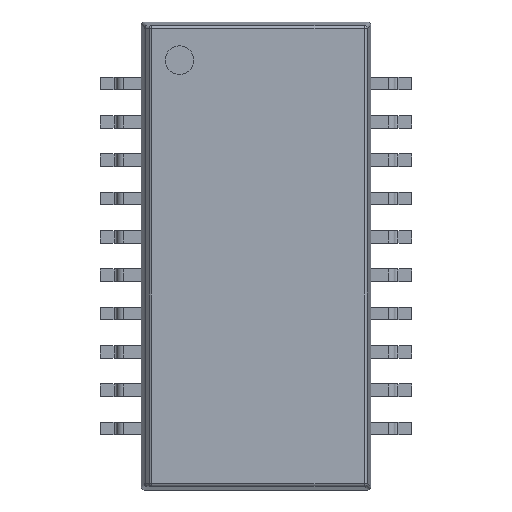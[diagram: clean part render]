
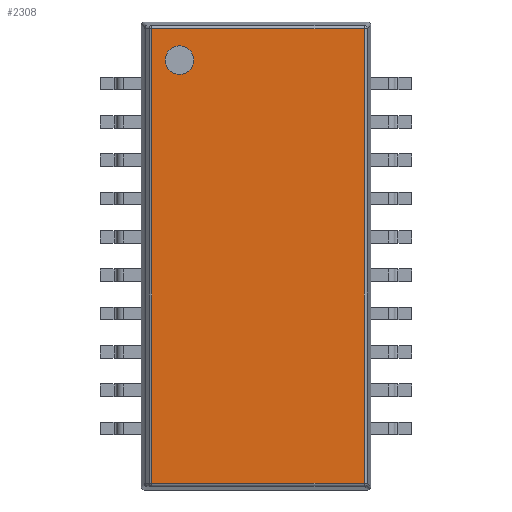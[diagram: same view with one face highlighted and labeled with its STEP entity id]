
A CAD part, top view. The second image highlights one B-rep face of the part: STEP entity #2308.
In plain terms, the highlighted planar face has unit normal (0, 0, 1).
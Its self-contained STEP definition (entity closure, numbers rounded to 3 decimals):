
#2103 = VERTEX_POINT('',#2104);
#2104 = CARTESIAN_POINT('',(0.341,0.219,2.65));
#2111 = EDGE_CURVE('',#2103,#2112,#2114,.T.);
#2112 = VERTEX_POINT('',#2113);
#2113 = CARTESIAN_POINT('',(7.381,0.219,2.65));
#2114 = LINE('',#2115,#2116);
#2115 = CARTESIAN_POINT('',(0.3,0.219,2.65));
#2116 = VECTOR('',#2117,1.);
#2117 = DIRECTION('',(1.,0.,0.));
#2185 = VERTEX_POINT('',#2186);
#2186 = CARTESIAN_POINT('',(0.341,15.281,2.65));
#2193 = EDGE_CURVE('',#2185,#2194,#2196,.T.);
#2194 = VERTEX_POINT('',#2195);
#2195 = CARTESIAN_POINT('',(7.381,15.281,2.65));
#2196 = LINE('',#2197,#2198);
#2197 = CARTESIAN_POINT('',(0.3,15.281,2.65));
#2198 = VECTOR('',#2199,1.);
#2199 = DIRECTION('',(1.,0.,0.));
#2224 = EDGE_CURVE('',#2112,#2194,#2225,.T.);
#2225 = LINE('',#2226,#2227);
#2226 = CARTESIAN_POINT('',(7.381,0.129,2.65));
#2227 = VECTOR('',#2228,1.);
#2228 = DIRECTION('',(0.,1.,0.));
#2308 = ADVANCED_FACE('',(#2309,#2320),#2331,.T.);
#2309 = FACE_BOUND('',#2310,.T.);
#2310 = EDGE_LOOP('',(#2311,#2312,#2318,#2319));
#2311 = ORIENTED_EDGE('',*,*,#2193,.F.);
#2312 = ORIENTED_EDGE('',*,*,#2313,.F.);
#2313 = EDGE_CURVE('',#2103,#2185,#2314,.T.);
#2314 = LINE('',#2315,#2316);
#2315 = CARTESIAN_POINT('',(0.341,0.129,2.65));
#2316 = VECTOR('',#2317,1.);
#2317 = DIRECTION('',(0.,1.,0.));
#2318 = ORIENTED_EDGE('',*,*,#2111,.T.);
#2319 = ORIENTED_EDGE('',*,*,#2224,.T.);
#2320 = FACE_BOUND('',#2321,.T.);
#2321 = EDGE_LOOP('',(#2322));
#2322 = ORIENTED_EDGE('',*,*,#2323,.F.);
#2323 = EDGE_CURVE('',#2324,#2324,#2326,.T.);
#2324 = VERTEX_POINT('',#2325);
#2325 = CARTESIAN_POINT('',(1.742,14.233,2.65));
#2326 = CIRCLE('',#2327,0.475);
#2327 = AXIS2_PLACEMENT_3D('',#2328,#2329,#2330);
#2328 = CARTESIAN_POINT('',(1.267,14.233,2.65));
#2329 = DIRECTION('',(0.,0.,1.));
#2330 = DIRECTION('',(1.,0.,0.));
#2331 = PLANE('',#2332);
#2332 = AXIS2_PLACEMENT_3D('',#2333,#2334,#2335);
#2333 = CARTESIAN_POINT('',(0.,0.,2.65));
#2334 = DIRECTION('',(0.,0.,1.));
#2335 = DIRECTION('',(1.,0.,0.));
